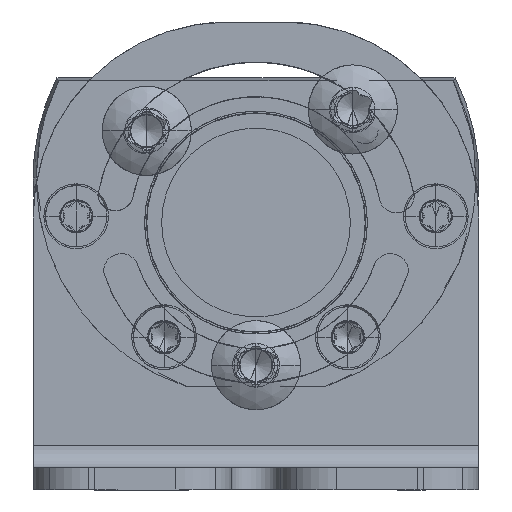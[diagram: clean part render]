
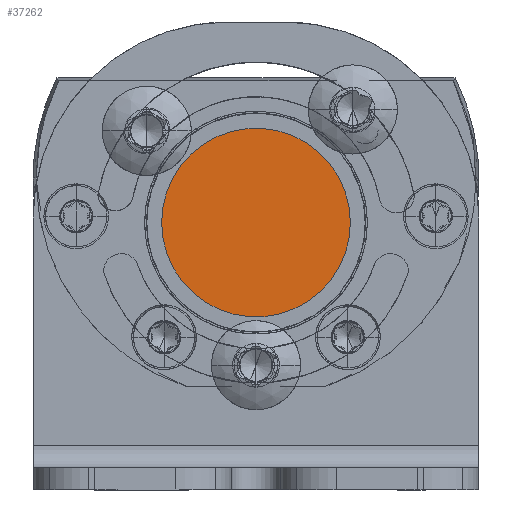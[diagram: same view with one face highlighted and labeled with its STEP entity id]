
A CAD part, front view. The second image highlights one B-rep face of the part: STEP entity #37262.
In plain terms, the highlighted planar face has unit normal (0, -1, 0).
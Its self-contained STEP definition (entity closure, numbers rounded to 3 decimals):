
#37256=AXIS2_PLACEMENT_3D('Plane Axis2P3D',#37253,#37254,#37255) ;
#34254=CARTESIAN_POINT('Control Point',(28.469,23.,24.)) ;
#34255=CARTESIAN_POINT('Control Point',(28.469,23.,24.855)) ;
#34256=CARTESIAN_POINT('Control Point',(28.361,23.,25.711)) ;
#34257=CARTESIAN_POINT('Control Point',(28.145,23.,26.548)) ;
#34258=CARTESIAN_POINT('Control Point',(27.506,23.,28.15)) ;
#34259=CARTESIAN_POINT('Control Point',(26.489,23.,29.542)) ;
#34260=CARTESIAN_POINT('Control Point',(25.895,23.,30.171)) ;
#34261=CARTESIAN_POINT('Control Point',(24.561,23.,31.263)) ;
#34262=CARTESIAN_POINT('Control Point',(22.997,23.,31.99)) ;
#34263=CARTESIAN_POINT('Control Point',(22.173,23.,32.252)) ;
#34264=CARTESIAN_POINT('Control Point',(20.477,23.,32.563)) ;
#34265=CARTESIAN_POINT('Control Point',(18.757,23.,32.443)) ;
#34266=CARTESIAN_POINT('Control Point',(17.909,23.,32.274)) ;
#34267=CARTESIAN_POINT('Control Point',(16.275,23.,31.725)) ;
#34268=CARTESIAN_POINT('Control Point',(14.827,23.,30.788)) ;
#34269=CARTESIAN_POINT('Control Point',(14.167,23.,30.229)) ;
#34270=CARTESIAN_POINT('Control Point',(13.002,23.,28.958)) ;
#34271=CARTESIAN_POINT('Control Point',(12.189,23.,27.438)) ;
#34272=CARTESIAN_POINT('Control Point',(11.881,23.,26.629)) ;
#34273=CARTESIAN_POINT('Control Point',(11.634,23.,25.607)) ;
#34274=CARTESIAN_POINT('Control Point',(11.547,23.,24.566)) ;
#34275=CARTESIAN_POINT('Control Point',(11.537,23.,24.377)) ;
#34276=CARTESIAN_POINT('Control Point',(11.531,23.,24.189)) ;
#34277=CARTESIAN_POINT('Control Point',(11.531,23.,24.)) ;
#34278=CARTESIAN_POINT('Vertex',(28.469,23.,24.)) ;
#34280=CARTESIAN_POINT('Vertex',(11.531,23.,24.)) ;
#34284=CARTESIAN_POINT('Control Point',(11.531,23.,24.)) ;
#34285=CARTESIAN_POINT('Control Point',(11.531,23.,23.145)) ;
#34286=CARTESIAN_POINT('Control Point',(11.639,23.,22.289)) ;
#34287=CARTESIAN_POINT('Control Point',(11.855,23.,21.452)) ;
#34288=CARTESIAN_POINT('Control Point',(12.494,23.,19.85)) ;
#34289=CARTESIAN_POINT('Control Point',(13.511,23.,18.458)) ;
#34290=CARTESIAN_POINT('Control Point',(14.105,23.,17.829)) ;
#34291=CARTESIAN_POINT('Control Point',(15.439,23.,16.737)) ;
#34292=CARTESIAN_POINT('Control Point',(17.003,23.,16.01)) ;
#34293=CARTESIAN_POINT('Control Point',(17.827,23.,15.748)) ;
#34294=CARTESIAN_POINT('Control Point',(19.523,23.,15.437)) ;
#34295=CARTESIAN_POINT('Control Point',(21.243,23.,15.557)) ;
#34296=CARTESIAN_POINT('Control Point',(22.091,23.,15.726)) ;
#34297=CARTESIAN_POINT('Control Point',(23.725,23.,16.275)) ;
#34298=CARTESIAN_POINT('Control Point',(25.173,23.,17.212)) ;
#34299=CARTESIAN_POINT('Control Point',(25.833,23.,17.771)) ;
#34300=CARTESIAN_POINT('Control Point',(26.998,23.,19.042)) ;
#34301=CARTESIAN_POINT('Control Point',(27.811,23.,20.562)) ;
#34302=CARTESIAN_POINT('Control Point',(28.119,23.,21.371)) ;
#34303=CARTESIAN_POINT('Control Point',(28.366,23.,22.393)) ;
#34304=CARTESIAN_POINT('Control Point',(28.453,23.,23.434)) ;
#34305=CARTESIAN_POINT('Control Point',(28.463,23.,23.623)) ;
#34306=CARTESIAN_POINT('Control Point',(28.469,23.,23.811)) ;
#34307=CARTESIAN_POINT('Control Point',(28.469,23.,24.)) ;
#37253=CARTESIAN_POINT('Axis2P3D Location',(20.,23.,24.)) ;
#37254=DIRECTION('Axis2P3D Direction',(0.,1.,0.)) ;
#37255=DIRECTION('Axis2P3D XDirection',(1.,0.,0.)) ;
#37259=ORIENTED_EDGE('',*,*,#34308,.T.) ;
#37260=ORIENTED_EDGE('',*,*,#34282,.T.) ;
#37262=ADVANCED_FACE('Hauptkoerper',(#37261),#37257,.F.) ;
#34253=B_SPLINE_CURVE_WITH_KNOTS('',5,(#34254,#34255,#34256,#34257,#34258,#34259,#34260,#34261,#34262,#34263,#34264,#34265,#34266,#34267,#34268,#34269,#34270,#34271,#34272,#34273,#34274,#34275,#34276,#34277),.UNSPECIFIED.,.F.,.U.,(6,3,3,3,3,3,3,6),(0.,6.048,12.097,18.145,24.194,30.242,36.291,37.624),.UNSPECIFIED.) ;
#34283=B_SPLINE_CURVE_WITH_KNOTS('',5,(#34284,#34285,#34286,#34287,#34288,#34289,#34290,#34291,#34292,#34293,#34294,#34295,#34296,#34297,#34298,#34299,#34300,#34301,#34302,#34303,#34304,#34305,#34306,#34307),.UNSPECIFIED.,.F.,.U.,(6,3,3,3,3,3,3,6),(0.,6.048,12.097,18.145,24.194,30.242,36.291,37.624),.UNSPECIFIED.) ;
#34282=EDGE_CURVE('',#34279,#34281,#34253,.T.) ;
#34308=EDGE_CURVE('',#34281,#34279,#34283,.T.) ;
#37258=EDGE_LOOP('',(#37259,#37260)) ;
#37261=FACE_OUTER_BOUND('',#37258,.T.) ;
#37257=PLANE('',#37256) ;
#34279=VERTEX_POINT('',#34278) ;
#34281=VERTEX_POINT('',#34280) ;
